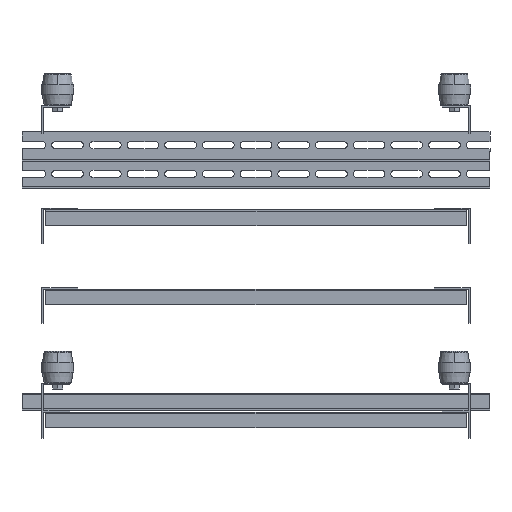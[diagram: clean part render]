
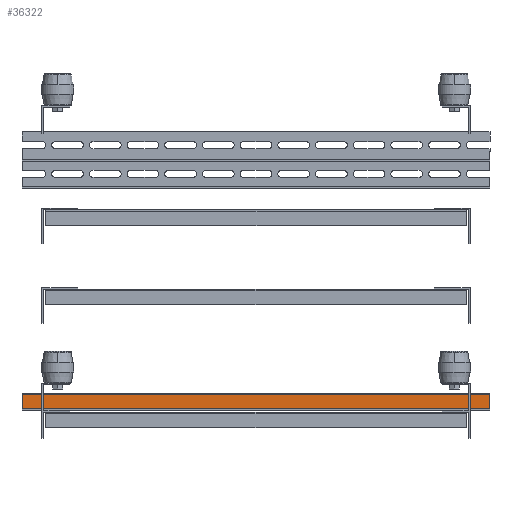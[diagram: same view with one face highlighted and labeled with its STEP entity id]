
A CAD part, front view. The second image highlights one B-rep face of the part: STEP entity #36322.
In plain terms, the highlighted planar face has unit normal (0, -1, 0).
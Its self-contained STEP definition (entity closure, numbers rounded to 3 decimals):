
#233 = LINE ( 'NONE', #35598, #21770 ) ;
#4796 = ORIENTED_EDGE ( 'NONE', *, *, #28225, .T. ) ;
#5269 = VERTEX_POINT ( 'NONE', #32787 ) ;
#6336 = ORIENTED_EDGE ( 'NONE', *, *, #46193, .T. ) ;
#12623 = PLANE ( 'NONE',  #50392 ) ;
#13107 = EDGE_CURVE ( 'NONE', #26729, #59050, #32206, .T. ) ;
#17408 = DIRECTION ( 'NONE',  ( -1., 0., 0. ) ) ;
#17823 = CARTESIAN_POINT ( 'NONE',  ( -184.888, -54.055, 909.667 ) ) ;
#18069 = LINE ( 'NONE', #29249, #40999 ) ;
#20075 = VECTOR ( 'NONE', #32727, 1000. ) ;
#20985 = CARTESIAN_POINT ( 'NONE',  ( 405.112, -54.055, 889.667 ) ) ;
#21231 = EDGE_CURVE ( 'NONE', #5269, #34622, #33621, .T. ) ;
#21770 = VECTOR ( 'NONE', #17408, 1000. ) ;
#21871 = DIRECTION ( 'NONE',  ( -1., 0., 0. ) ) ;
#22918 = VECTOR ( 'NONE', #53036, 1000. ) ;
#26203 = EDGE_LOOP ( 'NONE', ( #50322, #4796, #29696, #6336 ) ) ;
#26729 = VERTEX_POINT ( 'NONE', #29602 ) ;
#28225 = EDGE_CURVE ( 'NONE', #34622, #59050, #233, .T. ) ;
#29249 = CARTESIAN_POINT ( 'NONE',  ( -184.888, -54.055, 889.667 ) ) ;
#29602 = CARTESIAN_POINT ( 'NONE',  ( -184.888, -54.055, 889.667 ) ) ;
#29696 = ORIENTED_EDGE ( 'NONE', *, *, #13107, .F. ) ;
#30857 = CARTESIAN_POINT ( 'NONE',  ( -184.888, -54.055, 889.667 ) ) ;
#32206 = LINE ( 'NONE', #41793, #20075 ) ;
#32727 = DIRECTION ( 'NONE',  ( 0., 0., 1. ) ) ;
#32787 = CARTESIAN_POINT ( 'NONE',  ( 405.112, -54.055, 889.667 ) ) ;
#33621 = LINE ( 'NONE', #20985, #22918 ) ;
#34622 = VERTEX_POINT ( 'NONE', #57486 ) ;
#35598 = CARTESIAN_POINT ( 'NONE',  ( -184.888, -54.055, 909.667 ) ) ;
#36322 = ADVANCED_FACE ( 'NONE', ( #50613 ), #12623, .F. ) ;
#40999 = VECTOR ( 'NONE', #52130, 1000. ) ;
#41793 = CARTESIAN_POINT ( 'NONE',  ( -184.888, -54.055, 889.667 ) ) ;
#46193 = EDGE_CURVE ( 'NONE', #26729, #5269, #18069, .T. ) ;
#49340 = DIRECTION ( 'NONE',  ( 0., 1., 0. ) ) ;
#50322 = ORIENTED_EDGE ( 'NONE', *, *, #21231, .T. ) ;
#50392 = AXIS2_PLACEMENT_3D ( 'NONE', #30857, #49340, #21871 ) ;
#50613 = FACE_OUTER_BOUND ( 'NONE', #26203, .T. ) ;
#52130 = DIRECTION ( 'NONE',  ( 1., 0., 0. ) ) ;
#53036 = DIRECTION ( 'NONE',  ( 0., 0., 1. ) ) ;
#57486 = CARTESIAN_POINT ( 'NONE',  ( 405.112, -54.055, 909.667 ) ) ;
#59050 = VERTEX_POINT ( 'NONE', #17823 ) ;
